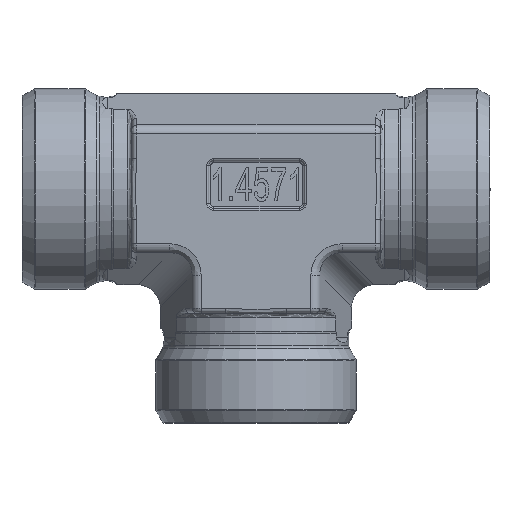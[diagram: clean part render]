
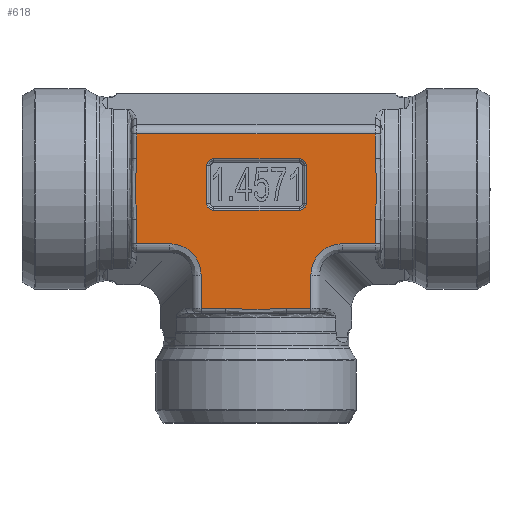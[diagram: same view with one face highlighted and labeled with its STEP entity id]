
A CAD part, top view. The second image highlights one B-rep face of the part: STEP entity #618.
In plain terms, the highlighted planar face has unit normal (0, 0, 1).
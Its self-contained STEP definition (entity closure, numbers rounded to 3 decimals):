
#310=ELLIPSE('',#5325,7.873,7.);
#311=ELLIPSE('',#5326,7.873,7.);
#618=ADVANCED_FACE('',(#1773,#1774),#939,.T.);
#939=PLANE('',#5327);
#1085=LINE('',#7742,#1327);
#1086=LINE('',#7747,#1328);
#1087=LINE('',#7751,#1329);
#1088=LINE('',#7755,#1330);
#1089=LINE('',#7758,#1331);
#1090=LINE('',#7761,#1332);
#1091=LINE('',#7770,#1333);
#1092=LINE('',#7772,#1334);
#1093=LINE('',#7776,#1335);
#1094=LINE('',#7778,#1336);
#1095=LINE('',#7787,#1337);
#1096=LINE('',#7789,#1338);
#1097=LINE('',#7791,#1339);
#1098=LINE('',#7800,#1340);
#1099=LINE('',#7802,#1341);
#1327=VECTOR('',#5931,1.);
#1328=VECTOR('',#5934,1.);
#1329=VECTOR('',#5937,1.);
#1330=VECTOR('',#5940,1.);
#1331=VECTOR('',#5943,1.);
#1332=VECTOR('',#5944,1.);
#1333=VECTOR('',#5945,1.);
#1334=VECTOR('',#5946,1.);
#1335=VECTOR('',#5949,1.);
#1336=VECTOR('',#5950,1.);
#1337=VECTOR('',#5951,1.);
#1338=VECTOR('',#5952,1.);
#1339=VECTOR('',#5953,1.);
#1340=VECTOR('',#5954,1.);
#1341=VECTOR('',#5955,1.);
#1567=CIRCLE('',#5321,1.4);
#1568=CIRCLE('',#5322,1.4);
#1569=CIRCLE('',#5323,1.4);
#1570=CIRCLE('',#5324,1.4);
#1773=FACE_BOUND('',#1897,.T.);
#1774=FACE_BOUND('',#1898,.T.);
#1897=EDGE_LOOP('',(#2415,#2416,#2417,#2418,#2419,#2420,#2421,#2422));
#1898=EDGE_LOOP('',(#2423,#2424,#2425,#2426,#2427,#2428,#2429,#2430,#2431,
#2432,#2433,#2434,#2435,#2436,#2437,#2438));
#2415=ORIENTED_EDGE('',*,*,#4405,.T.);
#2416=ORIENTED_EDGE('',*,*,#4406,.T.);
#2417=ORIENTED_EDGE('',*,*,#4407,.T.);
#2418=ORIENTED_EDGE('',*,*,#4408,.T.);
#2419=ORIENTED_EDGE('',*,*,#4409,.T.);
#2420=ORIENTED_EDGE('',*,*,#4410,.T.);
#2421=ORIENTED_EDGE('',*,*,#4411,.T.);
#2422=ORIENTED_EDGE('',*,*,#4412,.T.);
#2423=ORIENTED_EDGE('',*,*,#4413,.T.);
#2424=ORIENTED_EDGE('',*,*,#4414,.T.);
#2425=ORIENTED_EDGE('',*,*,#4415,.T.);
#2426=ORIENTED_EDGE('',*,*,#4416,.T.);
#2427=ORIENTED_EDGE('',*,*,#4417,.T.);
#2428=ORIENTED_EDGE('',*,*,#4418,.F.);
#2429=ORIENTED_EDGE('',*,*,#4419,.F.);
#2430=ORIENTED_EDGE('',*,*,#4420,.T.);
#2431=ORIENTED_EDGE('',*,*,#4421,.T.);
#2432=ORIENTED_EDGE('',*,*,#4422,.T.);
#2433=ORIENTED_EDGE('',*,*,#4423,.T.);
#2434=ORIENTED_EDGE('',*,*,#4424,.T.);
#2435=ORIENTED_EDGE('',*,*,#4425,.T.);
#2436=ORIENTED_EDGE('',*,*,#4426,.T.);
#2437=ORIENTED_EDGE('',*,*,#4427,.T.);
#2438=ORIENTED_EDGE('',*,*,#4428,.T.);
#3915=VERTEX_POINT('',#7743);
#3916=VERTEX_POINT('',#7744);
#3917=VERTEX_POINT('',#7746);
#3918=VERTEX_POINT('',#7748);
#3919=VERTEX_POINT('',#7750);
#3920=VERTEX_POINT('',#7752);
#3921=VERTEX_POINT('',#7754);
#3922=VERTEX_POINT('',#7756);
#3923=VERTEX_POINT('',#7759);
#3924=VERTEX_POINT('',#7760);
#3925=VERTEX_POINT('',#7762);
#3926=VERTEX_POINT('',#7769);
#3927=VERTEX_POINT('',#7771);
#3928=VERTEX_POINT('',#7773);
#3929=VERTEX_POINT('',#7775);
#3930=VERTEX_POINT('',#7777);
#3931=VERTEX_POINT('',#7779);
#3932=VERTEX_POINT('',#7786);
#3933=VERTEX_POINT('',#7788);
#3934=VERTEX_POINT('',#7790);
#3935=VERTEX_POINT('',#7792);
#3936=VERTEX_POINT('',#7799);
#3937=VERTEX_POINT('',#7801);
#3938=VERTEX_POINT('',#7803);
#4405=EDGE_CURVE('',#3915,#3916,#1085,.T.);
#4406=EDGE_CURVE('',#3916,#3917,#1567,.T.);
#4407=EDGE_CURVE('',#3917,#3918,#1086,.T.);
#4408=EDGE_CURVE('',#3918,#3919,#1568,.T.);
#4409=EDGE_CURVE('',#3919,#3920,#1087,.T.);
#4410=EDGE_CURVE('',#3920,#3921,#1569,.T.);
#4411=EDGE_CURVE('',#3921,#3922,#1088,.T.);
#4412=EDGE_CURVE('',#3922,#3915,#1570,.T.);
#4413=EDGE_CURVE('',#3923,#3924,#1089,.T.);
#4414=EDGE_CURVE('',#3924,#3925,#1090,.T.);
#4415=EDGE_CURVE('',#3925,#3926,#5076,.T.);
#4416=EDGE_CURVE('',#3926,#3927,#1091,.T.);
#4417=EDGE_CURVE('',#3927,#3928,#1092,.T.);
#4418=EDGE_CURVE('',#3929,#3928,#310,.T.);
#4419=EDGE_CURVE('',#3930,#3929,#1093,.T.);
#4420=EDGE_CURVE('',#3930,#3931,#1094,.T.);
#4421=EDGE_CURVE('',#3931,#3932,#5077,.T.);
#4422=EDGE_CURVE('',#3932,#3933,#1095,.T.);
#4423=EDGE_CURVE('',#3933,#3934,#1096,.T.);
#4424=EDGE_CURVE('',#3934,#3935,#1097,.T.);
#4425=EDGE_CURVE('',#3935,#3936,#5078,.T.);
#4426=EDGE_CURVE('',#3936,#3937,#1098,.T.);
#4427=EDGE_CURVE('',#3937,#3938,#1099,.T.);
#4428=EDGE_CURVE('',#3938,#3923,#311,.T.);
#5076=B_SPLINE_CURVE_WITH_KNOTS('',3,(#7763,#7764,#7765,#7766,#7767,#7768),
 .UNSPECIFIED.,.F.,.F.,(4,2,4),(0.,0.5,1.),.UNSPECIFIED.);
#5077=B_SPLINE_CURVE_WITH_KNOTS('',3,(#7780,#7781,#7782,#7783,#7784,#7785),
 .UNSPECIFIED.,.F.,.F.,(4,2,4),(0.,0.5,1.),.UNSPECIFIED.);
#5078=B_SPLINE_CURVE_WITH_KNOTS('',3,(#7793,#7794,#7795,#7796,#7797,#7798),
 .UNSPECIFIED.,.F.,.F.,(4,2,4),(0.,0.5,1.),.UNSPECIFIED.);
#5321=AXIS2_PLACEMENT_3D('',#7745,#5932,#5933);
#5322=AXIS2_PLACEMENT_3D('',#7749,#5935,#5936);
#5323=AXIS2_PLACEMENT_3D('',#7753,#5938,#5939);
#5324=AXIS2_PLACEMENT_3D('',#7757,#5941,#5942);
#5325=AXIS2_PLACEMENT_3D('',#7774,#5947,#5948);
#5326=AXIS2_PLACEMENT_3D('',#7804,#5956,#5957);
#5327=AXIS2_PLACEMENT_3D('',#7805,#5958,#5959);
#5931=DIRECTION('',(1.,0.,0.));
#5932=DIRECTION('',(0.,0.,-1.));
#5933=DIRECTION('',(1.,0.,0.));
#5934=DIRECTION('',(0.,-1.,0.));
#5935=DIRECTION('',(0.,0.,-1.));
#5936=DIRECTION('',(1.,0.,0.));
#5937=DIRECTION('',(-1.,0.,0.));
#5938=DIRECTION('',(0.,0.,-1.));
#5939=DIRECTION('',(1.,0.,0.));
#5940=DIRECTION('',(0.,1.,0.));
#5941=DIRECTION('',(0.,0.,-1.));
#5942=DIRECTION('',(1.,0.,0.));
#5943=DIRECTION('',(0.,-1.,0.));
#5944=DIRECTION('',(1.,0.,0.));
#5945=DIRECTION('',(1.,0.,0.));
#5946=DIRECTION('',(0.,1.,0.));
#5947=DIRECTION('',(0.,0.,1.));
#5948=DIRECTION('',(0.707,-0.707,0.));
#5949=DIRECTION('',(-1.,0.,0.));
#5950=DIRECTION('',(0.,1.,0.));
#5951=DIRECTION('',(0.,1.,0.));
#5952=DIRECTION('',(-1.,0.,0.));
#5953=DIRECTION('',(0.,-1.,0.));
#5954=DIRECTION('',(0.,-1.,0.));
#5955=DIRECTION('',(1.,0.,0.));
#5956=DIRECTION('',(0.,0.,-1.));
#5957=DIRECTION('',(-0.707,-0.707,0.));
#5958=DIRECTION('',(0.,0.,1.));
#5959=DIRECTION('',(1.,0.,0.));
#7742=CARTESIAN_POINT('',(10.097,6.303,20.5));
#7743=CARTESIAN_POINT('',(-8.903,6.303,20.5));
#7744=CARTESIAN_POINT('',(9.097,6.303,20.5));
#7745=CARTESIAN_POINT('',(9.097,4.903,20.5));
#7746=CARTESIAN_POINT('',(10.497,4.903,20.5));
#7747=CARTESIAN_POINT('',(10.497,-4.097,20.5));
#7748=CARTESIAN_POINT('',(10.497,-3.097,20.5));
#7749=CARTESIAN_POINT('',(9.097,-3.097,20.5));
#7750=CARTESIAN_POINT('',(9.097,-4.497,20.5));
#7751=CARTESIAN_POINT('',(-9.903,-4.497,20.5));
#7752=CARTESIAN_POINT('',(-8.903,-4.497,20.5));
#7753=CARTESIAN_POINT('',(-8.903,-3.097,20.5));
#7754=CARTESIAN_POINT('',(-10.303,-3.097,20.5));
#7755=CARTESIAN_POINT('',(-10.303,5.903,20.5));
#7756=CARTESIAN_POINT('',(-10.303,4.903,20.5));
#7757=CARTESIAN_POINT('',(-8.903,4.903,20.5));
#7758=CARTESIAN_POINT('',(-11.502,12.903,20.5));
#7759=CARTESIAN_POINT('',(-11.502,-18.08,20.5));
#7760=CARTESIAN_POINT('',(-11.502,-25.,20.5));
#7761=CARTESIAN_POINT('',(6.549,-25.,20.5));
#7762=CARTESIAN_POINT('',(-6.325,-25.,20.5));
#7763=CARTESIAN_POINT('',(-6.325,-25.,20.5));
#7764=CARTESIAN_POINT('',(-4.209,-25.,20.5));
#7765=CARTESIAN_POINT('',(-2.103,-25.268,20.5));
#7766=CARTESIAN_POINT('',(2.112,-25.268,20.5));
#7767=CARTESIAN_POINT('',(4.214,-25.,20.5));
#7768=CARTESIAN_POINT('',(6.325,-25.,20.5));
#7769=CARTESIAN_POINT('',(6.325,-25.,20.5));
#7770=CARTESIAN_POINT('',(6.549,-25.,20.5));
#7771=CARTESIAN_POINT('',(11.502,-25.,20.5));
#7772=CARTESIAN_POINT('',(11.502,12.903,20.5));
#7773=CARTESIAN_POINT('',(11.502,-18.08,20.5));
#7774=CARTESIAN_POINT('',(18.951,-18.951,20.5));
#7775=CARTESIAN_POINT('',(18.08,-11.502,20.5));
#7776=CARTESIAN_POINT('',(6.549,-11.502,20.5));
#7777=CARTESIAN_POINT('',(25.,-11.502,20.5));
#7778=CARTESIAN_POINT('',(25.,0.,20.5));
#7779=CARTESIAN_POINT('',(25.,-6.325,20.5));
#7780=CARTESIAN_POINT('',(25.,-6.325,20.5));
#7781=CARTESIAN_POINT('',(25.,-4.214,20.5));
#7782=CARTESIAN_POINT('',(25.268,-2.112,20.5));
#7783=CARTESIAN_POINT('',(25.268,2.103,20.5));
#7784=CARTESIAN_POINT('',(25.,4.209,20.5));
#7785=CARTESIAN_POINT('',(25.,6.325,20.5));
#7786=CARTESIAN_POINT('',(25.,6.325,20.5));
#7787=CARTESIAN_POINT('',(25.,11.502,20.5));
#7788=CARTESIAN_POINT('',(25.,11.502,20.5));
#7789=CARTESIAN_POINT('',(6.549,11.502,20.5));
#7790=CARTESIAN_POINT('',(-25.,11.502,20.5));
#7791=CARTESIAN_POINT('',(-25.,0.,20.5));
#7792=CARTESIAN_POINT('',(-25.,6.325,20.5));
#7793=CARTESIAN_POINT('',(-25.,6.325,20.5));
#7794=CARTESIAN_POINT('',(-25.,4.214,20.5));
#7795=CARTESIAN_POINT('',(-25.268,2.112,20.5));
#7796=CARTESIAN_POINT('',(-25.268,-2.103,20.5));
#7797=CARTESIAN_POINT('',(-25.,-4.209,20.5));
#7798=CARTESIAN_POINT('',(-25.,-6.325,20.5));
#7799=CARTESIAN_POINT('',(-25.,-6.325,20.5));
#7800=CARTESIAN_POINT('',(-25.,-11.502,20.5));
#7801=CARTESIAN_POINT('',(-25.,-11.502,20.5));
#7802=CARTESIAN_POINT('',(-12.903,-11.502,20.5));
#7803=CARTESIAN_POINT('',(-18.08,-11.502,20.5));
#7804=CARTESIAN_POINT('',(-18.951,-18.951,20.5));
#7805=CARTESIAN_POINT('',(6.549,12.903,20.5));
